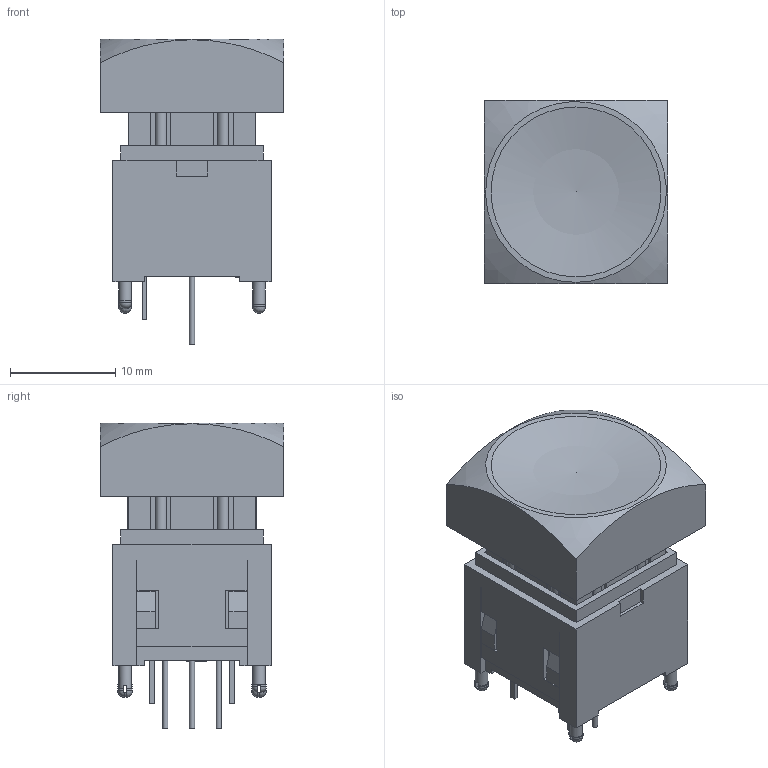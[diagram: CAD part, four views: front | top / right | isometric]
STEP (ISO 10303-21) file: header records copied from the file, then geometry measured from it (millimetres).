
FILE_DESCRIPTION((' '),'2;1');
FILE_NAME('LP11OA1xCSxx.stp','2017-07-31T09:30:21',(' '),(' '),' ','ACIS',' ');
FILE_SCHEMA(('CONFIG_CONTROL_DESIGN'));
Length unit declared in the file: inch
Products named in the file (1): LP11OA1xCSxx.stp
Bounding box: 17.4 x 17.4 x 29 mm (x, y, z)
Volume: 3323.4 mm3; surface area: 4681.5 mm2
Topology: 1 solids, 3 shells, 304 faces, 842 edges, 553 vertices
Faces by surface type: plane 261, cylinder 33, sphere 10
Full cylindrical faces by diameter (mm): 0.5 x3, 1.2 x4
Entity records: 9605 total; most frequent: CARTESIAN_POINT 1681, ORIENTED_EDGE 1656, DIRECTION 1546, EDGE_CURVE 828, VECTOR 720, LINE 720, VERTEX_POINT 548, AXIS2_PLACEMENT_3D 413
